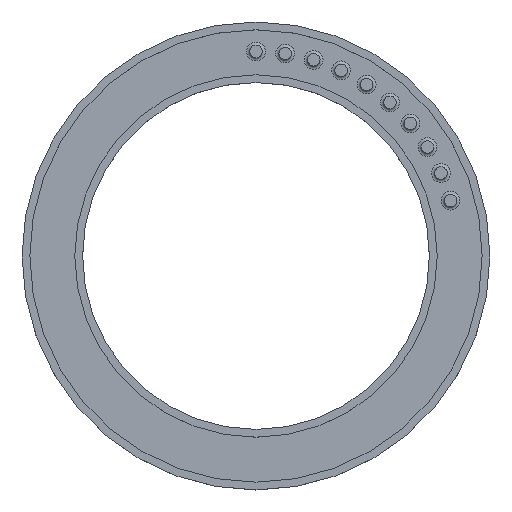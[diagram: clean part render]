
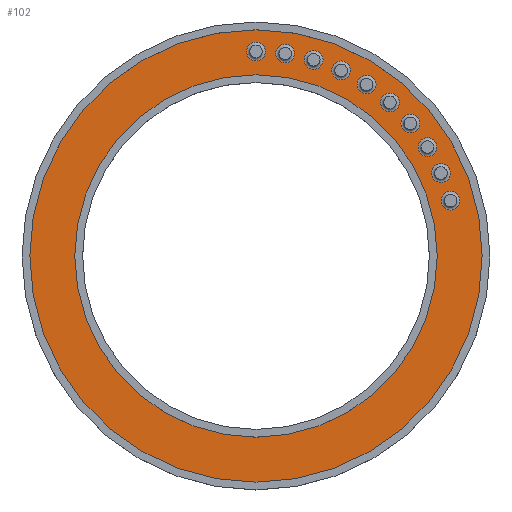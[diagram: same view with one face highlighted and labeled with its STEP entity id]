
A CAD part, top view. The second image highlights one B-rep face of the part: STEP entity #102.
In plain terms, the highlighted planar face has unit normal (0, 0, 1).
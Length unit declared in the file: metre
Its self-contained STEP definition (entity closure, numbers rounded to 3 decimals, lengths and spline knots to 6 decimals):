
#102 = ADVANCED_FACE( '', ( #231, #232, #233, #234, #235, #236, #237, #238, #239, #240, #241, #242 ), #243, .T. );
#231 = FACE_BOUND( '', #390, .T. );
#232 = FACE_BOUND( '', #391, .T. );
#233 = FACE_BOUND( '', #392, .T. );
#234 = FACE_BOUND( '', #393, .T. );
#235 = FACE_BOUND( '', #394, .T. );
#236 = FACE_BOUND( '', #395, .T. );
#237 = FACE_BOUND( '', #396, .T. );
#238 = FACE_BOUND( '', #397, .T. );
#239 = FACE_BOUND( '', #398, .T. );
#240 = FACE_BOUND( '', #399, .T. );
#241 = FACE_BOUND( '', #400, .T. );
#242 = FACE_OUTER_BOUND( '', #401, .T. );
#243 = PLANE( '', #402 );
#390 = EDGE_LOOP( '', ( #583 ) );
#391 = EDGE_LOOP( '', ( #584 ) );
#392 = EDGE_LOOP( '', ( #585 ) );
#393 = EDGE_LOOP( '', ( #586 ) );
#394 = EDGE_LOOP( '', ( #587 ) );
#395 = EDGE_LOOP( '', ( #588 ) );
#396 = EDGE_LOOP( '', ( #589 ) );
#397 = EDGE_LOOP( '', ( #590 ) );
#398 = EDGE_LOOP( '', ( #591 ) );
#399 = EDGE_LOOP( '', ( #592 ) );
#400 = EDGE_LOOP( '', ( #593 ) );
#401 = EDGE_LOOP( '', ( #594 ) );
#402 = AXIS2_PLACEMENT_3D( '', #595, #596, #597 );
#583 = ORIENTED_EDGE( '', *, *, #698, .T. );
#584 = ORIENTED_EDGE( '', *, *, #737, .T. );
#585 = ORIENTED_EDGE( '', *, *, #730, .T. );
#586 = ORIENTED_EDGE( '', *, *, #744, .T. );
#587 = ORIENTED_EDGE( '', *, *, #701, .T. );
#588 = ORIENTED_EDGE( '', *, *, #745, .T. );
#589 = ORIENTED_EDGE( '', *, *, #727, .T. );
#590 = ORIENTED_EDGE( '', *, *, #714, .T. );
#591 = ORIENTED_EDGE( '', *, *, #746, .T. );
#592 = ORIENTED_EDGE( '', *, *, #747, .T. );
#593 = ORIENTED_EDGE( '', *, *, #733, .F. );
#594 = ORIENTED_EDGE( '', *, *, #721, .T. );
#595 = CARTESIAN_POINT( '', ( 0., 0., 0.0025 ) );
#596 = DIRECTION( '', ( 0., 0., 1. ) );
#597 = DIRECTION( '', ( 1., 0., 0. ) );
#698 = EDGE_CURVE( '', #776, #776, #777, .F. );
#701 = EDGE_CURVE( '', #781, #781, #782, .F. );
#714 = EDGE_CURVE( '', #802, #802, #803, .F. );
#721 = EDGE_CURVE( '', #814, #814, #815, .T. );
#727 = EDGE_CURVE( '', #823, #823, #824, .F. );
#730 = EDGE_CURVE( '', #828, #828, #829, .F. );
#733 = EDGE_CURVE( '', #833, #833, #834, .T. );
#737 = EDGE_CURVE( '', #839, #839, #840, .F. );
#744 = EDGE_CURVE( '', #849, #849, #850, .F. );
#745 = EDGE_CURVE( '', #851, #851, #852, .F. );
#746 = EDGE_CURVE( '', #853, #853, #854, .F. );
#747 = EDGE_CURVE( '', #855, #855, #856, .F. );
#776 = VERTEX_POINT( '', #890 );
#777 = CIRCLE( '', #891, 0.003 );
#781 = VERTEX_POINT( '', #895 );
#782 = CIRCLE( '', #896, 0.003 );
#802 = VERTEX_POINT( '', #916 );
#803 = CIRCLE( '', #917, 0.003 );
#814 = VERTEX_POINT( '', #928 );
#815 = CIRCLE( '', #929, 0.0725 );
#823 = VERTEX_POINT( '', #937 );
#824 = CIRCLE( '', #938, 0.003 );
#828 = VERTEX_POINT( '', #942 );
#829 = CIRCLE( '', #943, 0.003 );
#833 = VERTEX_POINT( '', #947 );
#834 = CIRCLE( '', #948, 0.058078 );
#839 = VERTEX_POINT( '', #953 );
#840 = CIRCLE( '', #954, 0.003 );
#849 = VERTEX_POINT( '', #963 );
#850 = CIRCLE( '', #964, 0.003 );
#851 = VERTEX_POINT( '', #965 );
#852 = CIRCLE( '', #966, 0.003 );
#853 = VERTEX_POINT( '', #967 );
#854 = CIRCLE( '', #968, 0.003 );
#855 = VERTEX_POINT( '', #969 );
#856 = CIRCLE( '', #970, 0.003 );
#890 = CARTESIAN_POINT( '', ( 0.065378, 0.017714, 0.0025 ) );
#891 = AXIS2_PLACEMENT_3D( '', #1004, #1005, #1006 );
#895 = CARTESIAN_POINT( '', ( 0.045931, 0.049242, 0.0025 ) );
#896 = AXIS2_PLACEMENT_3D( '', #1010, #1011, #1012 );
#916 = CARTESIAN_POINT( '', ( 0.021521, 0.062865, 0.0025 ) );
#917 = AXIS2_PLACEMENT_3D( '', #1034, #1035, #1036 );
#928 = CARTESIAN_POINT( '', ( 0.0725, 0., 0.0025 ) );
#929 = AXIS2_PLACEMENT_3D( '', #1049, #1050, #1051 );
#937 = CARTESIAN_POINT( '', ( 0.030292, 0.059528, 0.0025 ) );
#938 = AXIS2_PLACEMENT_3D( '', #1058, #1059, #1060 );
#942 = CARTESIAN_POINT( '', ( 0.057964, 0.034902, 0.0025 ) );
#943 = AXIS2_PLACEMENT_3D( '', #1064, #1065, #1066 );
#947 = CARTESIAN_POINT( '', ( 0.058078, 0., 0.0025 ) );
#948 = AXIS2_PLACEMENT_3D( '', #1070, #1071, #1072 );
#953 = CARTESIAN_POINT( '', ( 0.062297, 0.026578, 0.0025 ) );
#954 = AXIS2_PLACEMENT_3D( '', #1076, #1077, #1078 );
#963 = CARTESIAN_POINT( '', ( 0.05247, 0.04251, 0.0025 ) );
#964 = AXIS2_PLACEMENT_3D( '', #1085, #1086, #1087 );
#965 = CARTESIAN_POINT( '', ( 0.038486, 0.054954, 0.0025 ) );
#966 = AXIS2_PLACEMENT_3D( '', #1088, #1089, #1090 );
#967 = CARTESIAN_POINT( '', ( 0.012359, 0.064897, 0.0025 ) );
#968 = AXIS2_PLACEMENT_3D( '', #1091, #1092, #1093 );
#969 = CARTESIAN_POINT( '', ( 0.003, 0.065578, 0.0025 ) );
#970 = AXIS2_PLACEMENT_3D( '', #1094, #1095, #1096 );
#1004 = CARTESIAN_POINT( '', ( 0.062378, 0.017714, 0.0025 ) );
#1005 = DIRECTION( '', ( 0., 0., 1. ) );
#1006 = DIRECTION( '', ( 1., 0., 0. ) );
#1010 = CARTESIAN_POINT( '', ( 0.042931, 0.049242, 0.0025 ) );
#1011 = DIRECTION( '', ( 0., 0., 1. ) );
#1012 = DIRECTION( '', ( 1., 0., 0. ) );
#1034 = CARTESIAN_POINT( '', ( 0.018521, 0.062865, 0.0025 ) );
#1035 = DIRECTION( '', ( 0., 0., 1. ) );
#1036 = DIRECTION( '', ( 1., 0., 0. ) );
#1049 = CARTESIAN_POINT( '', ( 0., 0., 0.0025 ) );
#1050 = DIRECTION( '', ( 0., 0., 1. ) );
#1051 = DIRECTION( '', ( 1., 0., 0. ) );
#1058 = CARTESIAN_POINT( '', ( 0.027292, 0.059528, 0.0025 ) );
#1059 = DIRECTION( '', ( 0., 0., 1. ) );
#1060 = DIRECTION( '', ( 1., 0., 0. ) );
#1064 = CARTESIAN_POINT( '', ( 0.054964, 0.034902, 0.0025 ) );
#1065 = DIRECTION( '', ( 0., 0., 1. ) );
#1066 = DIRECTION( '', ( 1., 0., 0. ) );
#1070 = CARTESIAN_POINT( '', ( 0., 0., 0.0025 ) );
#1071 = DIRECTION( '', ( 0., 0., 1. ) );
#1072 = DIRECTION( '', ( 1., 0., 0. ) );
#1076 = CARTESIAN_POINT( '', ( 0.059297, 0.026578, 0.0025 ) );
#1077 = DIRECTION( '', ( 0., 0., 1. ) );
#1078 = DIRECTION( '', ( 1., 0., 0. ) );
#1085 = CARTESIAN_POINT( '', ( 0.04947, 0.04251, 0.0025 ) );
#1086 = DIRECTION( '', ( 0., 0., 1. ) );
#1087 = DIRECTION( '', ( 1., 0., 0. ) );
#1088 = CARTESIAN_POINT( '', ( 0.035486, 0.054954, 0.0025 ) );
#1089 = DIRECTION( '', ( 0., 0., 1. ) );
#1090 = DIRECTION( '', ( 1., 0., 0. ) );
#1091 = CARTESIAN_POINT( '', ( 0.009359, 0.064897, 0.0025 ) );
#1092 = DIRECTION( '', ( 0., 0., 1. ) );
#1093 = DIRECTION( '', ( 1., 0., 0. ) );
#1094 = CARTESIAN_POINT( '', ( 0., 0.065578, 0.0025 ) );
#1095 = DIRECTION( '', ( 0., 0., 1. ) );
#1096 = DIRECTION( '', ( 1., 0., 0. ) );
